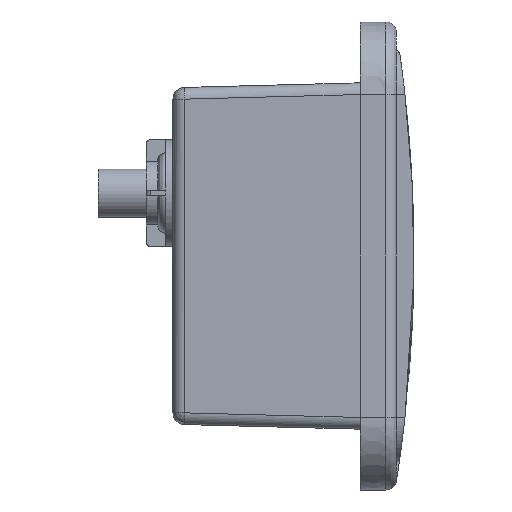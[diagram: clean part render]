
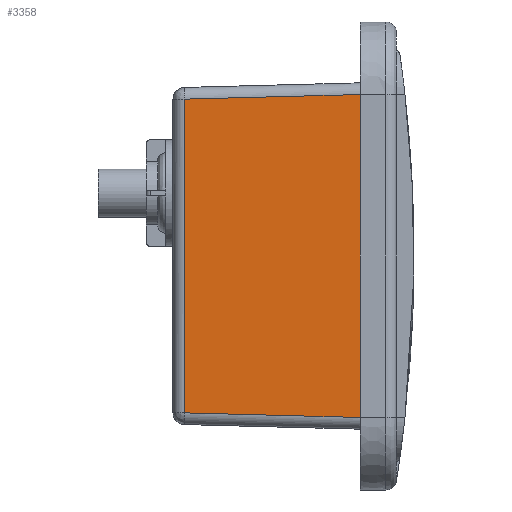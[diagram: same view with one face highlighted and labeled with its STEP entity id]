
A CAD part, left-side view. The second image highlights one B-rep face of the part: STEP entity #3358.
In plain terms, the highlighted free-form (B-spline) face has degree [1, 1] with [2, 2] control points.
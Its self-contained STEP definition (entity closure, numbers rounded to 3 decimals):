
#3115 = VERTEX_POINT('',#3116);
#3116 = CARTESIAN_POINT('',(-109.755,60.842,
    -54.285));
#3170 = VERTEX_POINT('',#3171);
#3171 = CARTESIAN_POINT('',(-111.349,0.,-55.878));
#3177 = EDGE_CURVE('',#3170,#3115,#3178,.T.);
#3178 = B_SPLINE_CURVE_WITH_KNOTS('',1,(#3179,#3180),.UNSPECIFIED.,.F.,
  .F.,(2,2),(-3.467,71.715),.PIECEWISE_BEZIER_KNOTS.);
#3179 = CARTESIAN_POINT('',(-111.349,0.,
    -55.878));
#3180 = CARTESIAN_POINT('',(-109.755,60.842,
    -54.285));
#3199 = VERTEX_POINT('',#3200);
#3200 = CARTESIAN_POINT('',(-109.755,60.842,
    54.285));
#3254 = EDGE_CURVE('',#3115,#3199,#3255,.T.);
#3255 = B_SPLINE_CURVE_WITH_KNOTS('',1,(#3256,#3257),.UNSPECIFIED.,.F.,
  .F.,(2,2),(-30.034,104.034),.PIECEWISE_BEZIER_KNOTS.);
#3256 = CARTESIAN_POINT('',(-109.755,60.842,
    -54.285));
#3257 = CARTESIAN_POINT('',(-109.755,60.842,
    54.285));
#3270 = VERTEX_POINT('',#3271);
#3271 = CARTESIAN_POINT('',(-111.349,0.,55.878));
#3285 = EDGE_CURVE('',#3199,#3270,#3286,.T.);
#3286 = B_SPLINE_CURVE_WITH_KNOTS('',1,(#3287,#3288),.UNSPECIFIED.,.F.,
  .F.,(2,2),(-73.377,1.806),.PIECEWISE_BEZIER_KNOTS.);
#3287 = CARTESIAN_POINT('',(-109.755,60.842,
    54.285));
#3288 = CARTESIAN_POINT('',(-111.349,0.,
    55.878));
#3358 = ADVANCED_FACE('',(#3359),#3369,.T.);
#3359 = FACE_BOUND('',#3360,.T.);
#3360 = EDGE_LOOP('',(#3361,#3362,#3363,#3364));
#3361 = ORIENTED_EDGE('',*,*,#3285,.F.);
#3362 = ORIENTED_EDGE('',*,*,#3254,.F.);
#3363 = ORIENTED_EDGE('',*,*,#3177,.F.);
#3364 = ORIENTED_EDGE('',*,*,#3365,.T.);
#3365 = EDGE_CURVE('',#3170,#3270,#3366,.T.);
#3366 = B_SPLINE_CURVE_WITH_KNOTS('',1,(#3367,#3368),.UNSPECIFIED.,.F.,
  .F.,(2,2),(4.998,143.002),.PIECEWISE_BEZIER_KNOTS.);
#3367 = CARTESIAN_POINT('',(-111.349,0.,-55.878));
#3368 = CARTESIAN_POINT('',(-111.349,0.,55.878));
#3369 = B_SPLINE_SURFACE_WITH_KNOTS('',1,1,(
    (#3370,#3371)
    ,(#3372,#3373
    )),.UNSPECIFIED.,.F.,.F.,.F.,(2,2),(2,2),(4.998,
    143.002),(0.,75.157),
  .PIECEWISE_BEZIER_KNOTS.);
#3370 = CARTESIAN_POINT('',(-111.349,0.,
    -55.878));
#3371 = CARTESIAN_POINT('',(-109.755,60.842,
    -55.878));
#3372 = CARTESIAN_POINT('',(-111.349,0.,
    55.878));
#3373 = CARTESIAN_POINT('',(-109.755,60.842,
    55.878));
